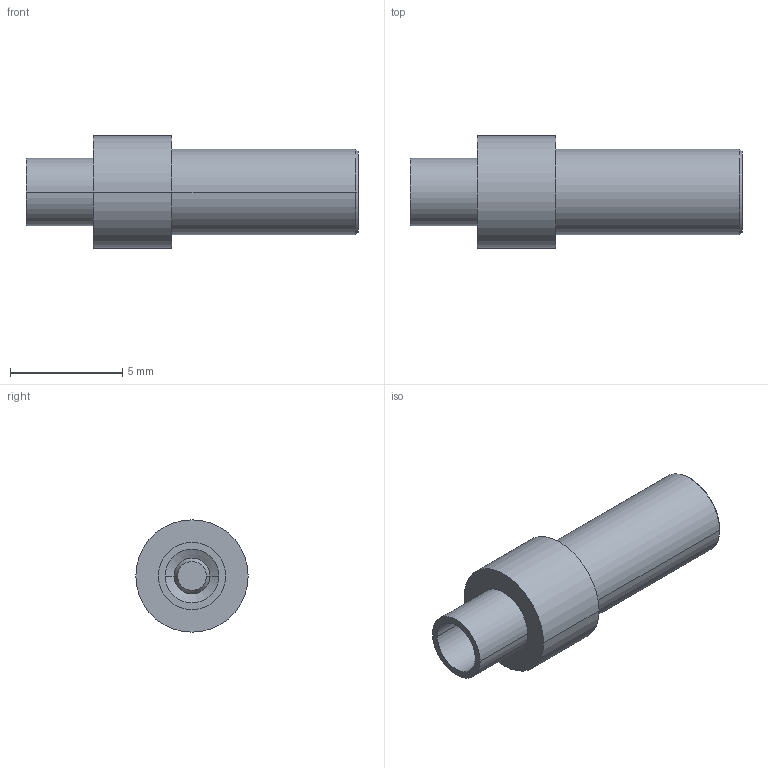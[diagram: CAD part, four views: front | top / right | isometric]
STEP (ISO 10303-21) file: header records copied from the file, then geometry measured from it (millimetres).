
FILE_DESCRIPTION((''),'2;1');
FILE_NAME('00112061804BJV','2020-02-04T',('presta_be4'),(''),'CREO PARAMETRIC BY PTC INC, 2018360','CREO PARAMETRIC BY PTC INC, 2018360','');
FILE_SCHEMA(('CONFIG_CONTROL_DESIGN'));
Length unit declared in the file: millimetre
Products named in the file (1): 00112061804BJV
Bounding box: 14.81 x 5.01 x 5.01 mm (x, y, z)
Volume: 124 mm3; surface area: 399.7 mm2
Topology: 1 solids, 2 shells, 98 faces, 246 edges, 159 vertices
Faces by surface type: plane 44, cylinder 32, cone 22
Entity records: 3120 total; most frequent: CARTESIAN_POINT 661, DIRECTION 532, ORIENTED_EDGE 488, EDGE_CURVE 244, AXIS2_PLACEMENT_3D 206, VERTEX_POINT 159, VECTOR 120, LINE 120
